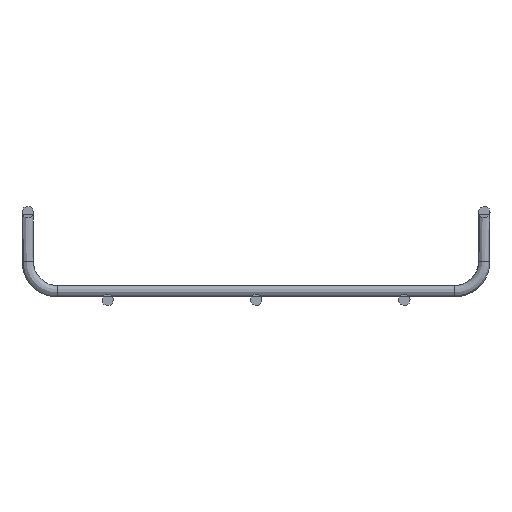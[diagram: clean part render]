
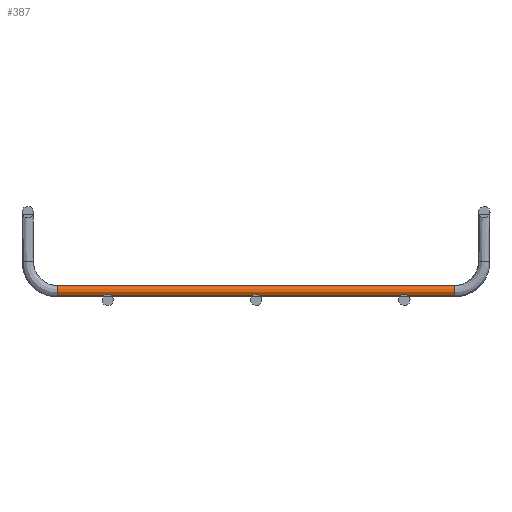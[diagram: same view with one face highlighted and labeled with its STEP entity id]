
A CAD part, left-side view. The second image highlights one B-rep face of the part: STEP entity #387.
In plain terms, the highlighted cylindrical face has radius 1.95 mm (diameter 3.9 mm), a full revolution.
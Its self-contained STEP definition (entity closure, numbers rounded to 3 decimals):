
#187=FACE_OUTER_BOUND('',#209,.T.);
#209=EDGE_LOOP('',(#343,#344,#345,#346,#347,#348));
#220=LINE('',#702,#228);
#228=VECTOR('',#557,1.95);
#244=CIRCLE('',#432,1.95);
#245=CIRCLE('',#433,1.95);
#246=CIRCLE('',#435,1.95);
#247=CIRCLE('',#436,1.95);
#265=VERTEX_POINT('',#695);
#266=VERTEX_POINT('',#697);
#267=VERTEX_POINT('',#701);
#268=VERTEX_POINT('',#703);
#292=EDGE_CURVE('',#265,#266,#244,.T.);
#293=EDGE_CURVE('',#266,#265,#245,.T.);
#294=EDGE_CURVE('',#266,#267,#220,.T.);
#295=EDGE_CURVE('',#267,#268,#246,.T.);
#296=EDGE_CURVE('',#268,#267,#247,.T.);
#343=ORIENTED_EDGE('',*,*,#293,.F.);
#344=ORIENTED_EDGE('',*,*,#294,.T.);
#345=ORIENTED_EDGE('',*,*,#295,.T.);
#346=ORIENTED_EDGE('',*,*,#296,.T.);
#347=ORIENTED_EDGE('',*,*,#294,.F.);
#348=ORIENTED_EDGE('',*,*,#292,.F.);
#368=CYLINDRICAL_SURFACE('',#434,1.95);
#387=ADVANCED_FACE('',(#187),#368,.T.);
#432=AXIS2_PLACEMENT_3D('',#698,#551,#552);
#433=AXIS2_PLACEMENT_3D('',#699,#553,#554);
#434=AXIS2_PLACEMENT_3D('',#700,#555,#556);
#435=AXIS2_PLACEMENT_3D('',#704,#558,#559);
#436=AXIS2_PLACEMENT_3D('',#705,#560,#561);
#551=DIRECTION('center_axis',(0.,1.,0.));
#552=DIRECTION('ref_axis',(-1.,0.,0.));
#553=DIRECTION('center_axis',(0.,1.,0.));
#554=DIRECTION('ref_axis',(-1.,0.,0.));
#555=DIRECTION('center_axis',(0.,1.,0.));
#556=DIRECTION('ref_axis',(-1.,0.,0.));
#557=DIRECTION('',(0.,-1.,0.));
#558=DIRECTION('center_axis',(0.,1.,0.));
#559=DIRECTION('ref_axis',(-1.,0.,0.));
#560=DIRECTION('center_axis',(0.,1.,0.));
#561=DIRECTION('ref_axis',(-1.,0.,0.));
#695=CARTESIAN_POINT('',(0.,66.95,-9.95));
#697=CARTESIAN_POINT('',(1.95,66.95,-11.9));
#698=CARTESIAN_POINT('Origin',(0.,66.95,-11.9));
#699=CARTESIAN_POINT('Origin',(0.,66.95,-11.9));
#700=CARTESIAN_POINT('Origin',(0.,-66.95,-11.9));
#701=CARTESIAN_POINT('',(1.95,-66.95,-11.9));
#702=CARTESIAN_POINT('',(1.95,-66.95,-11.9));
#703=CARTESIAN_POINT('',(0.,-66.95,-9.95));
#704=CARTESIAN_POINT('Origin',(0.,-66.95,-11.9));
#705=CARTESIAN_POINT('Origin',(0.,-66.95,-11.9));
